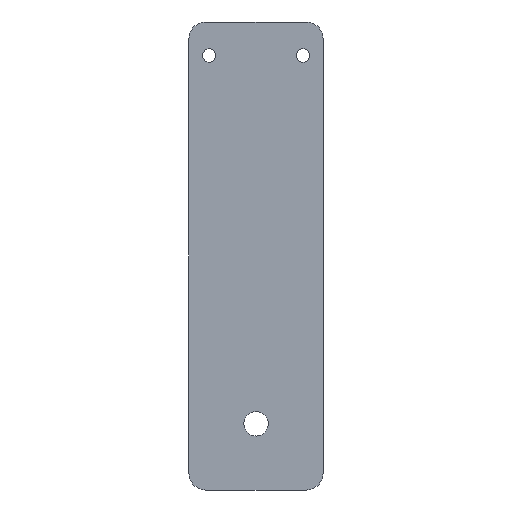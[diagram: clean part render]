
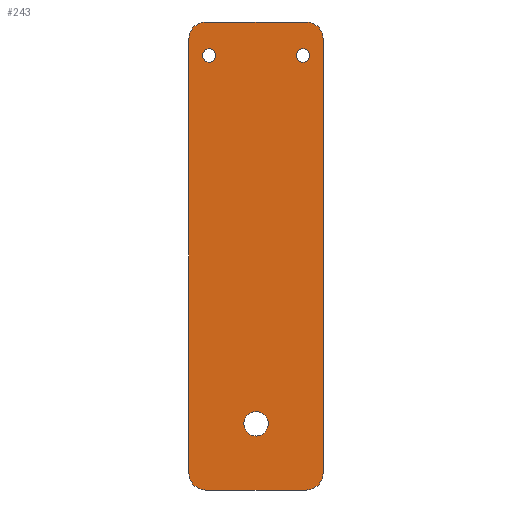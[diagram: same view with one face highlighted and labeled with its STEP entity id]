
A CAD part, left-side view. The second image highlights one B-rep face of the part: STEP entity #243.
In plain terms, the highlighted planar face has unit normal (-1, 0, 0).
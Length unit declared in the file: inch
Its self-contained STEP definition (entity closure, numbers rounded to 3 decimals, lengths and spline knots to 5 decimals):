
#15=FACE_BOUND('',#45,.T.);
#16=FACE_BOUND('',#46,.T.);
#17=FACE_BOUND('',#47,.T.);
#22=PLANE('',#276);
#31=FACE_OUTER_BOUND('',#44,.T.);
#44=EDGE_LOOP('',(#182,#183,#184,#185,#186,#187,#188,#189));
#45=EDGE_LOOP('',(#190));
#46=EDGE_LOOP('',(#191));
#47=EDGE_LOOP('',(#192));
#63=LINE('',#392,#82);
#66=LINE('',#398,#85);
#67=LINE('',#402,#86);
#68=LINE('',#406,#87);
#82=VECTOR('',#319,0.3937);
#85=VECTOR('',#324,0.3937);
#86=VECTOR('',#327,0.3937);
#87=VECTOR('',#330,0.3937);
#98=CIRCLE('',#268,0.05);
#100=CIRCLE('',#271,0.05);
#102=CIRCLE('',#274,0.125);
#103=CIRCLE('',#277,0.125);
#104=CIRCLE('',#278,0.125);
#105=CIRCLE('',#279,0.125);
#106=CIRCLE('',#280,0.091);
#112=VERTEX_POINT('',#372);
#114=VERTEX_POINT('',#378);
#117=VERTEX_POINT('',#385);
#118=VERTEX_POINT('',#387);
#119=VERTEX_POINT('',#391);
#121=VERTEX_POINT('',#397);
#122=VERTEX_POINT('',#399);
#123=VERTEX_POINT('',#401);
#124=VERTEX_POINT('',#403);
#125=VERTEX_POINT('',#405);
#126=VERTEX_POINT('',#408);
#135=EDGE_CURVE('',#112,#112,#98,.T.);
#138=EDGE_CURVE('',#114,#114,#100,.T.);
#141=EDGE_CURVE('',#117,#118,#102,.T.);
#143=EDGE_CURVE('',#118,#119,#63,.T.);
#146=EDGE_CURVE('',#121,#117,#66,.T.);
#147=EDGE_CURVE('',#122,#121,#103,.T.);
#148=EDGE_CURVE('',#123,#122,#67,.T.);
#149=EDGE_CURVE('',#124,#123,#104,.T.);
#150=EDGE_CURVE('',#125,#124,#68,.T.);
#151=EDGE_CURVE('',#119,#125,#105,.T.);
#152=EDGE_CURVE('',#126,#126,#106,.T.);
#182=ORIENTED_EDGE('',*,*,#141,.F.);
#183=ORIENTED_EDGE('',*,*,#146,.F.);
#184=ORIENTED_EDGE('',*,*,#147,.F.);
#185=ORIENTED_EDGE('',*,*,#148,.F.);
#186=ORIENTED_EDGE('',*,*,#149,.F.);
#187=ORIENTED_EDGE('',*,*,#150,.F.);
#188=ORIENTED_EDGE('',*,*,#151,.F.);
#189=ORIENTED_EDGE('',*,*,#143,.F.);
#190=ORIENTED_EDGE('',*,*,#135,.T.);
#191=ORIENTED_EDGE('',*,*,#138,.T.);
#192=ORIENTED_EDGE('',*,*,#152,.F.);
#243=ADVANCED_FACE('',(#31,#15,#16,#17),#22,.F.);
#268=AXIS2_PLACEMENT_3D('',#374,#300,#301);
#271=AXIS2_PLACEMENT_3D('',#380,#307,#308);
#274=AXIS2_PLACEMENT_3D('',#388,#314,#315);
#276=AXIS2_PLACEMENT_3D('',#396,#322,#323);
#277=AXIS2_PLACEMENT_3D('',#400,#325,#326);
#278=AXIS2_PLACEMENT_3D('',#404,#328,#329);
#279=AXIS2_PLACEMENT_3D('',#407,#331,#332);
#280=AXIS2_PLACEMENT_3D('',#409,#333,#334);
#300=DIRECTION('center_axis',(1.,0.,0.));
#301=DIRECTION('ref_axis',(0.,1.,0.));
#307=DIRECTION('center_axis',(1.,0.,0.));
#308=DIRECTION('ref_axis',(0.,1.,0.));
#314=DIRECTION('center_axis',(1.,0.,0.));
#315=DIRECTION('ref_axis',(0.,0.707,-0.707));
#319=DIRECTION('',(0.,0.,1.));
#322=DIRECTION('center_axis',(1.,0.,0.));
#323=DIRECTION('ref_axis',(0.,1.,0.));
#324=DIRECTION('',(0.,1.,0.));
#325=DIRECTION('center_axis',(1.,0.,0.));
#326=DIRECTION('ref_axis',(0.,-0.707,-0.707));
#327=DIRECTION('',(0.,0.,-1.));
#328=DIRECTION('center_axis',(1.,0.,0.));
#329=DIRECTION('ref_axis',(0.,-0.707,0.707));
#330=DIRECTION('',(0.,-1.,0.));
#331=DIRECTION('center_axis',(1.,0.,0.));
#332=DIRECTION('ref_axis',(0.,0.707,0.707));
#333=DIRECTION('center_axis',(-1.,0.,0.));
#334=DIRECTION('ref_axis',(0.,-1.,0.));
#372=CARTESIAN_POINT('',(6.60996,0.72419,7.93785));
#374=CARTESIAN_POINT('Origin',(6.60996,0.77419,7.93785));
#378=CARTESIAN_POINT('',(6.60996,1.42419,7.93785));
#380=CARTESIAN_POINT('Origin',(6.60996,1.47419,7.93785));
#385=CARTESIAN_POINT('',(6.60996,1.50042,4.6938));
#387=CARTESIAN_POINT('',(6.60996,1.62542,4.8188));
#388=CARTESIAN_POINT('Origin',(6.60996,1.50042,4.8188));
#391=CARTESIAN_POINT('',(6.60996,1.62542,8.06266));
#392=CARTESIAN_POINT('',(6.60996,1.62542,4.6938));
#396=CARTESIAN_POINT('Origin',(6.60996,1.12475,6.44073));
#397=CARTESIAN_POINT('',(6.60996,0.74909,4.6938));
#398=CARTESIAN_POINT('',(6.60996,0.62409,4.6938));
#399=CARTESIAN_POINT('',(6.60996,0.62409,4.8188));
#400=CARTESIAN_POINT('Origin',(6.60996,0.74909,4.8188));
#401=CARTESIAN_POINT('',(6.60996,0.62409,8.06266));
#402=CARTESIAN_POINT('',(6.60996,0.62409,8.18766));
#403=CARTESIAN_POINT('',(6.60996,0.74909,8.18766));
#404=CARTESIAN_POINT('Origin',(6.60996,0.74909,8.06266));
#405=CARTESIAN_POINT('',(6.60996,1.50042,8.18766));
#406=CARTESIAN_POINT('',(6.60996,1.62542,8.18766));
#407=CARTESIAN_POINT('Origin',(6.60996,1.50042,8.06266));
#408=CARTESIAN_POINT('',(6.60996,1.21519,5.18785));
#409=CARTESIAN_POINT('Origin',(6.60996,1.12419,5.18785));
